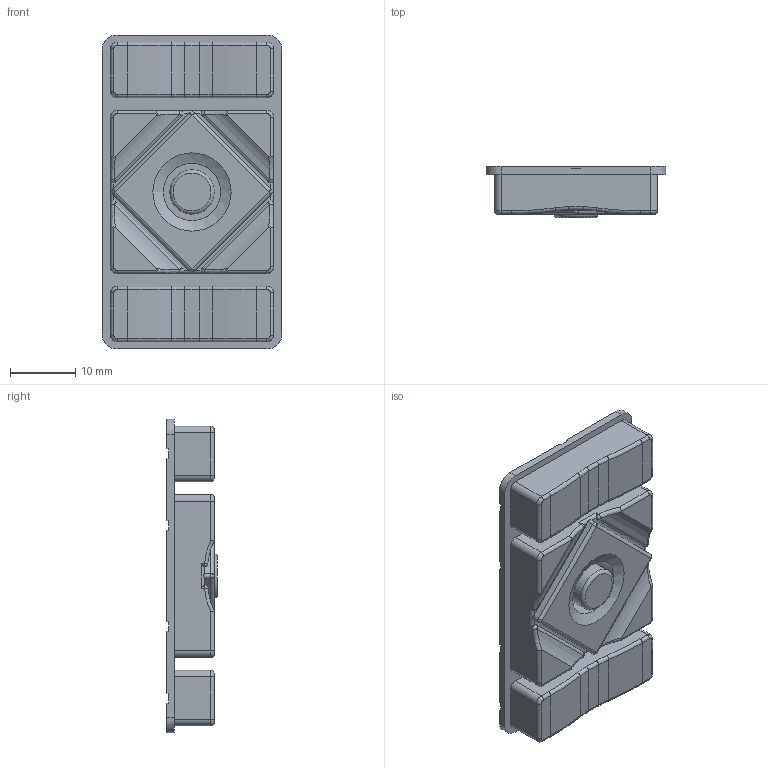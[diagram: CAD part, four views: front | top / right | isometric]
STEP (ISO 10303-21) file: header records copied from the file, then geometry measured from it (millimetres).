
FILE_DESCRIPTION(/* description */ (''),/* implementation_level */ '2;1');
FILE_NAME(/* name */ 'buttons.step',/* time_stamp */ '2019-11-02T15:16:07+01:00',/* author */ (''),/* organization */ (''),/* preprocessor_version */ 'ST-DEVELOPER v18',/* originating_system */ 'Autodesk Translation Framework v8.6.0.1094',/* authorisation */ '');
FILE_SCHEMA (('AUTOMOTIVE_DESIGN { 1 0 10303 214 3 1 1 }'));
Length unit declared in the file: millimetre
Products named in the file (1): buttons new
Bounding box: 27.6 x 7.8 x 48.15 mm (x, y, z)
Volume: 6448 mm3; surface area: 4824.1 mm2
Topology: 1 solids, 1 shells, 301 faces, 759 edges, 479 vertices
Faces by surface type: plane 133, cylinder 105, bspline 21, torus 17, cone 13, sphere 12
Full cylindrical faces by diameter (mm): 1.5 x13, 6.8 x1, 8.8 x2, 9.8 x1
Entity records: 9800 total; most frequent: CARTESIAN_POINT 2390, DIRECTION 1602, ORIENTED_EDGE 1518, EDGE_CURVE 759, AXIS2_PLACEMENT_3D 582, VERTEX_POINT 479, LINE 438, VECTOR 438
